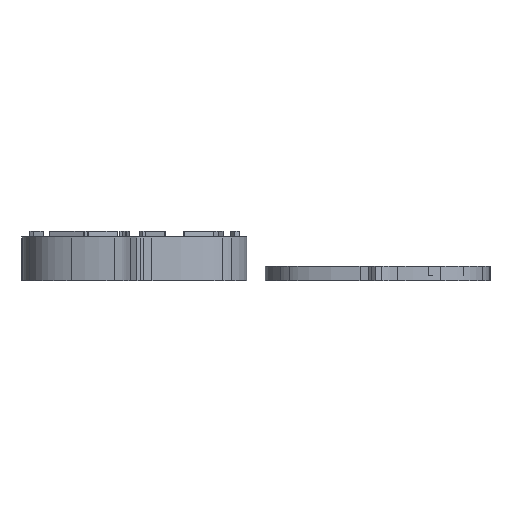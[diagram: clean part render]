
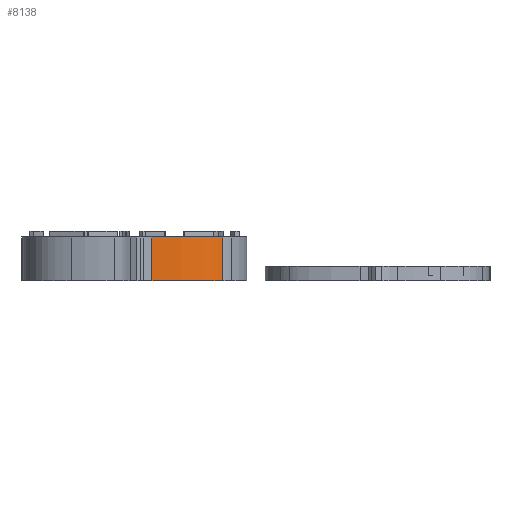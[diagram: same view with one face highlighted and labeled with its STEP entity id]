
A CAD part, front view. The second image highlights one B-rep face of the part: STEP entity #8138.
In plain terms, the highlighted free-form (B-spline) face has degree [3, 1] with [4, 2] control points.
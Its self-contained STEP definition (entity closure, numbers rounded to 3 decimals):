
#399=(
BOUNDED_CURVE()
B_SPLINE_CURVE(3,(#14880,#14881,#14882,#14883),.UNSPECIFIED.,.F.,.F.)
B_SPLINE_CURVE_WITH_KNOTS((4,4),(0.,1.),.UNSPECIFIED.)
CURVE()
GEOMETRIC_REPRESENTATION_ITEM()
RATIONAL_B_SPLINE_CURVE((1.,1.,1.,1.))
REPRESENTATION_ITEM('')
);
#477=(
BOUNDED_CURVE()
B_SPLINE_CURVE(3,(#15690,#15691,#15692,#15693),.UNSPECIFIED.,.F.,.F.)
B_SPLINE_CURVE_WITH_KNOTS((4,4),(0.,1.),.UNSPECIFIED.)
CURVE()
GEOMETRIC_REPRESENTATION_ITEM()
RATIONAL_B_SPLINE_CURVE((1.,1.,1.,1.))
REPRESENTATION_ITEM('')
);
#639=(
BOUNDED_SURFACE()
B_SPLINE_SURFACE(3,1,((#15681,#15682),(#15683,#15684),(#15685,#15686),(#15687,
#15688)),.UNSPECIFIED.,.F.,.F.,.F.)
B_SPLINE_SURFACE_WITH_KNOTS((4,4),(2,2),(0.,1.),(0.,1.5),.UNSPECIFIED.)
GEOMETRIC_REPRESENTATION_ITEM()
RATIONAL_B_SPLINE_SURFACE(((1.,1.),(1.,1.),(1.,1.),(1.,1.)))
REPRESENTATION_ITEM('')
SURFACE()
);
#1059=FACE_OUTER_BOUND('',#1528,.T.);
#1528=EDGE_LOOP('',(#7143,#7144,#7145,#7146));
#2295=LINE('',#15680,#3074);
#2296=LINE('',#15694,#3075);
#3074=VECTOR('',#9584,10.);
#3075=VECTOR('',#9585,10.);
#3788=VERTEX_POINT('',#14877);
#3789=VERTEX_POINT('',#14879);
#3886=VERTEX_POINT('',#15675);
#3887=VERTEX_POINT('',#15689);
#4880=EDGE_CURVE('',#3788,#3789,#399,.T.);
#5027=EDGE_CURVE('',#3886,#3789,#2295,.T.);
#5028=EDGE_CURVE('',#3887,#3886,#477,.T.);
#5029=EDGE_CURVE('',#3887,#3788,#2296,.T.);
#7143=ORIENTED_EDGE('',*,*,#5028,.T.);
#7144=ORIENTED_EDGE('',*,*,#5027,.T.);
#7145=ORIENTED_EDGE('',*,*,#4880,.F.);
#7146=ORIENTED_EDGE('',*,*,#5029,.F.);
#8138=ADVANCED_FACE('',(#1059),#639,.T.);
#9584=DIRECTION('',(0.,0.,1.));
#9585=DIRECTION('',(0.,0.,1.));
#14877=CARTESIAN_POINT('',(4.123,-85.12,15.));
#14879=CARTESIAN_POINT('',(28.253,-77.87,15.));
#14880=CARTESIAN_POINT('Ctrl Pts',(4.123,-85.12,15.));
#14881=CARTESIAN_POINT('Ctrl Pts',(14.442,-84.511,15.));
#14882=CARTESIAN_POINT('Ctrl Pts',(23.65,-81.733,15.));
#14883=CARTESIAN_POINT('Ctrl Pts',(28.253,-77.87,15.));
#15675=CARTESIAN_POINT('',(28.253,-77.87,0.));
#15680=CARTESIAN_POINT('',(28.253,-77.87,0.));
#15681=CARTESIAN_POINT('Ctrl Pts',(4.123,-85.12,0.));
#15682=CARTESIAN_POINT('Ctrl Pts',(4.123,-85.12,15.));
#15683=CARTESIAN_POINT('Ctrl Pts',(14.442,-84.511,0.));
#15684=CARTESIAN_POINT('Ctrl Pts',(14.442,-84.511,15.));
#15685=CARTESIAN_POINT('Ctrl Pts',(23.65,-81.733,0.));
#15686=CARTESIAN_POINT('Ctrl Pts',(23.65,-81.733,15.));
#15687=CARTESIAN_POINT('Ctrl Pts',(28.253,-77.87,0.));
#15688=CARTESIAN_POINT('Ctrl Pts',(28.253,-77.87,15.));
#15689=CARTESIAN_POINT('',(4.123,-85.12,0.));
#15690=CARTESIAN_POINT('Ctrl Pts',(4.123,-85.12,0.));
#15691=CARTESIAN_POINT('Ctrl Pts',(14.442,-84.511,0.));
#15692=CARTESIAN_POINT('Ctrl Pts',(23.65,-81.733,0.));
#15693=CARTESIAN_POINT('Ctrl Pts',(28.253,-77.87,0.));
#15694=CARTESIAN_POINT('',(4.123,-85.12,0.));
